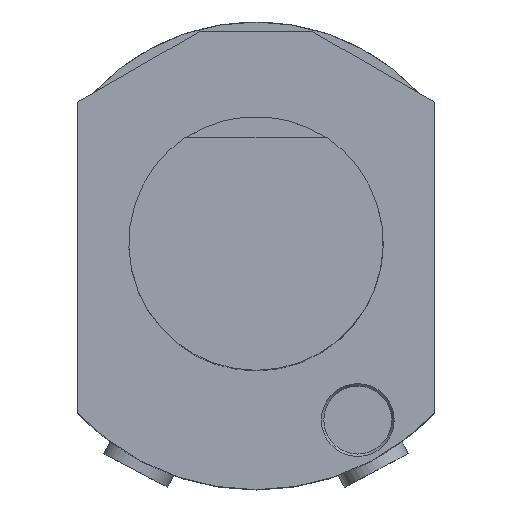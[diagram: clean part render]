
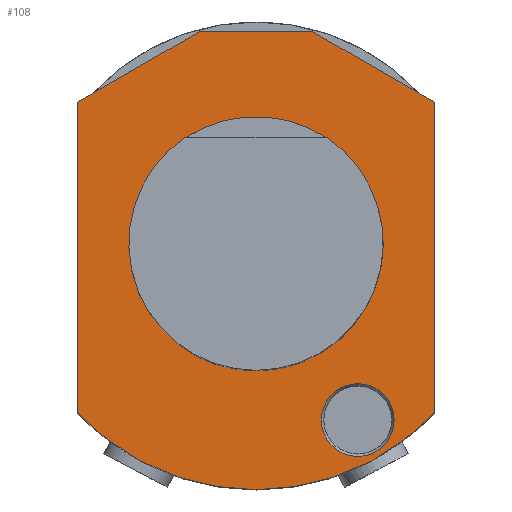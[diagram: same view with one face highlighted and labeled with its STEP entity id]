
A CAD part, top view. The second image highlights one B-rep face of the part: STEP entity #108.
In plain terms, the highlighted planar face has unit normal (0, 0, 1).
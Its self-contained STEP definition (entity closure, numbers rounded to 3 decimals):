
#52=PLANE('',#768);
#108=ADVANCED_FACE('',(#256,#257,#258),#52,.T.);
#165=LINE('',#1092,#211);
#166=LINE('',#1095,#212);
#167=LINE('',#1097,#213);
#168=LINE('',#1101,#214);
#169=LINE('',#1103,#215);
#211=VECTOR('',#870,1.);
#212=VECTOR('',#871,1.);
#213=VECTOR('',#872,1.);
#214=VECTOR('',#875,1.);
#215=VECTOR('',#876,1.);
#256=FACE_BOUND('',#286,.T.);
#257=FACE_BOUND('',#287,.T.);
#258=FACE_BOUND('',#288,.T.);
#286=EDGE_LOOP('',(#350));
#287=EDGE_LOOP('',(#351,#352,#353,#354,#355,#356));
#288=EDGE_LOOP('',(#357));
#350=ORIENTED_EDGE('',*,*,#609,.F.);
#351=ORIENTED_EDGE('',*,*,#610,.T.);
#352=ORIENTED_EDGE('',*,*,#611,.T.);
#353=ORIENTED_EDGE('',*,*,#612,.T.);
#354=ORIENTED_EDGE('',*,*,#613,.F.);
#355=ORIENTED_EDGE('',*,*,#614,.F.);
#356=ORIENTED_EDGE('',*,*,#615,.T.);
#357=ORIENTED_EDGE('',*,*,#603,.T.);
#535=VERTEX_POINT('',#1078);
#540=VERTEX_POINT('',#1091);
#541=VERTEX_POINT('',#1093);
#542=VERTEX_POINT('',#1094);
#543=VERTEX_POINT('',#1096);
#544=VERTEX_POINT('',#1098);
#545=VERTEX_POINT('',#1100);
#546=VERTEX_POINT('',#1102);
#603=EDGE_CURVE('',#535,#535,#699,.T.);
#609=EDGE_CURVE('',#540,#540,#702,.T.);
#610=EDGE_CURVE('',#541,#542,#165,.T.);
#611=EDGE_CURVE('',#542,#543,#166,.T.);
#612=EDGE_CURVE('',#543,#544,#167,.T.);
#613=EDGE_CURVE('',#545,#544,#703,.T.);
#614=EDGE_CURVE('',#546,#545,#168,.T.);
#615=EDGE_CURVE('',#546,#541,#169,.T.);
#699=CIRCLE('',#761,29.995);
#702=CIRCLE('',#766,8.584);
#703=CIRCLE('',#767,58.);
#761=AXIS2_PLACEMENT_3D('',#1077,#855,#856);
#766=AXIS2_PLACEMENT_3D('',#1090,#868,#869);
#767=AXIS2_PLACEMENT_3D('',#1099,#873,#874);
#768=AXIS2_PLACEMENT_3D('',#1104,#877,#878);
#855=DIRECTION('',(0.,0.,-1.));
#856=DIRECTION('',(1.,0.,0.));
#868=DIRECTION('',(0.,0.,1.));
#869=DIRECTION('',(1.,0.,0.));
#870=DIRECTION('',(-1.,0.,0.));
#871=DIRECTION('',(-0.866,-0.5,0.));
#872=DIRECTION('',(0.,-1.,0.));
#873=DIRECTION('',(0.,0.,-1.));
#874=DIRECTION('',(1.,0.,0.));
#875=DIRECTION('',(0.,-1.,0.));
#876=DIRECTION('',(-0.866,0.5,0.));
#877=DIRECTION('',(0.,0.,1.));
#878=DIRECTION('',(1.,0.,0.));
#1077=CARTESIAN_POINT('',(0.,0.,0.));
#1078=CARTESIAN_POINT('',(29.995,0.,0.));
#1090=CARTESIAN_POINT('',(24.,-41.569,0.));
#1091=CARTESIAN_POINT('',(32.584,-41.569,0.));
#1092=CARTESIAN_POINT('',(-58.,50.,0.));
#1093=CARTESIAN_POINT('',(13.397,50.,0.));
#1094=CARTESIAN_POINT('',(-13.397,50.,0.));
#1095=CARTESIAN_POINT('',(-68.5,18.187,0.));
#1096=CARTESIAN_POINT('',(-42.125,33.414,0.));
#1097=CARTESIAN_POINT('',(-42.125,100.,0.));
#1098=CARTESIAN_POINT('',(-42.125,-39.868,0.));
#1099=CARTESIAN_POINT('',(0.,0.,0.));
#1100=CARTESIAN_POINT('',(42.125,-39.868,0.));
#1101=CARTESIAN_POINT('',(42.125,100.,0.));
#1102=CARTESIAN_POINT('',(42.125,33.414,0.));
#1103=CARTESIAN_POINT('',(-18.5,68.416,0.));
#1104=CARTESIAN_POINT('',(-58.,0.,0.));
